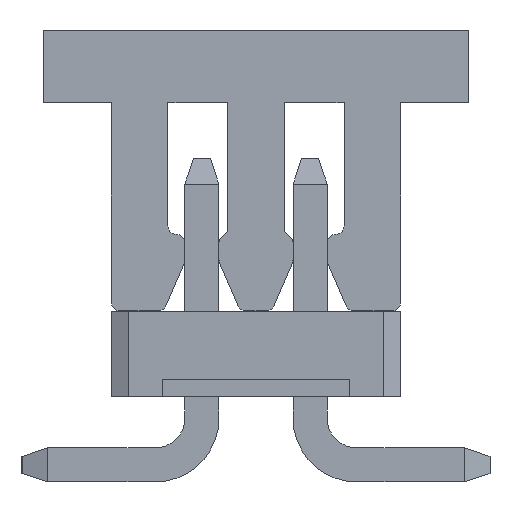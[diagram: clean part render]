
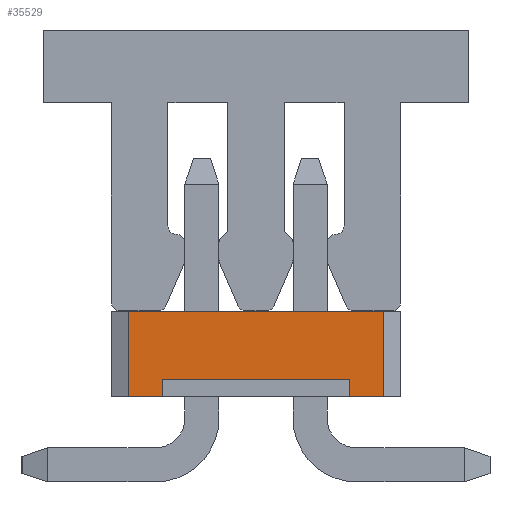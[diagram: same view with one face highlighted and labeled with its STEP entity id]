
A CAD part, front view. The second image highlights one B-rep face of the part: STEP entity #35529.
In plain terms, the highlighted face is planar.
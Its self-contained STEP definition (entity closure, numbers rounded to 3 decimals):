
#1844=ORIENTED_EDGE('',*,*,#8646,.F.);
#1845=ORIENTED_EDGE('',*,*,#7978,.F.);
#1846=ORIENTED_EDGE('',*,*,#7971,.T.);
#1847=ORIENTED_EDGE('',*,*,#7976,.T.);
#1848=ORIENTED_EDGE('',*,*,#8647,.F.);
#1849=ORIENTED_EDGE('',*,*,#8165,.T.);
#1850=ORIENTED_EDGE('',*,*,#8543,.T.);
#1851=ORIENTED_EDGE('',*,*,#8339,.F.);
#7971=EDGE_CURVE('',#11527,#11529,#13901,.T.);
#7976=EDGE_CURVE('',#11529,#11532,#13906,.T.);
#7978=EDGE_CURVE('',#11527,#11533,#13908,.T.);
#8165=EDGE_CURVE('',#11690,#11693,#14095,.T.);
#8339=EDGE_CURVE('',#11843,#11844,#14269,.T.);
#8543=EDGE_CURVE('',#11693,#11844,#14473,.T.);
#8646=EDGE_CURVE('',#11533,#11843,#14576,.T.);
#8647=EDGE_CURVE('',#11690,#11532,#14577,.T.);
#11527=VERTEX_POINT('',#45847);
#11529=VERTEX_POINT('',#45851);
#11532=VERTEX_POINT('',#45861);
#11533=VERTEX_POINT('',#45865);
#11690=VERTEX_POINT('',#46261);
#11693=VERTEX_POINT('',#46266);
#11843=VERTEX_POINT('',#46640);
#11844=VERTEX_POINT('',#46642);
#13901=LINE('',#45852,#17323);
#13906=LINE('',#45862,#17328);
#13908=LINE('',#45866,#17330);
#14095=LINE('',#46267,#17517);
#14269=LINE('',#46641,#17691);
#14473=LINE('',#46998,#17895);
#14576=LINE('',#47203,#17998);
#14577=LINE('',#47204,#17999);
#17323=VECTOR('',#38956,1000.);
#17328=VECTOR('',#38965,1000.);
#17330=VECTOR('',#38969,1000.);
#17517=VECTOR('',#39264,1000.);
#17691=VECTOR('',#39538,1000.);
#17895=VECTOR('',#39844,1000.);
#17998=VECTOR('',#39951,1000.);
#17999=VECTOR('',#39952,1000.);
#20784=EDGE_LOOP('',(#1844,#1845,#1846,#1847,#1848,#1849,#1850,#1851));
#22374=FACE_BOUND('',#20784,.T.);
#23914=PLANE('',#37002);
#35529=ADVANCED_FACE('',(#22374),#23914,.T.);
#37002=AXIS2_PLACEMENT_3D('',#47202,#39949,#39950);
#38956=DIRECTION('',(0.,-1.,0.));
#38965=DIRECTION('',(0.,0.,-1.));
#38969=DIRECTION('',(0.,0.,-1.));
#39264=DIRECTION('',(0.,0.,1.));
#39538=DIRECTION('',(0.,0.,1.));
#39844=DIRECTION('',(0.,1.,0.));
#39949=DIRECTION('',(-1.,0.,0.));
#39950=DIRECTION('',(0.,0.,1.));
#39951=DIRECTION('',(0.,1.,0.));
#39952=DIRECTION('',(0.,1.,0.));
#45847=CARTESIAN_POINT('',(-15.875,1.1,-0.3));
#45851=CARTESIAN_POINT('',(-15.875,-1.1,-0.3));
#45852=CARTESIAN_POINT('',(-15.875,1.1,-0.3));
#45861=CARTESIAN_POINT('',(-15.875,-1.1,-0.5));
#45862=CARTESIAN_POINT('',(-15.875,-1.1,-0.3));
#45865=CARTESIAN_POINT('',(-15.875,1.1,-0.5));
#45866=CARTESIAN_POINT('',(-15.875,1.1,-0.3));
#46261=CARTESIAN_POINT('',(-15.875,-1.5,-0.5));
#46266=CARTESIAN_POINT('',(-15.875,-1.5,0.5));
#46267=CARTESIAN_POINT('',(-15.875,-1.5,-31.547));
#46640=CARTESIAN_POINT('',(-15.875,1.5,-0.5));
#46641=CARTESIAN_POINT('',(-15.875,1.5,-31.547));
#46642=CARTESIAN_POINT('',(-15.875,1.5,0.5));
#46998=CARTESIAN_POINT('',(-15.875,-1.7,0.5));
#47202=CARTESIAN_POINT('',(-15.875,-1.7,-0.5));
#47203=CARTESIAN_POINT('',(-15.875,-1.7,-0.5));
#47204=CARTESIAN_POINT('',(-15.875,-1.7,-0.5));
